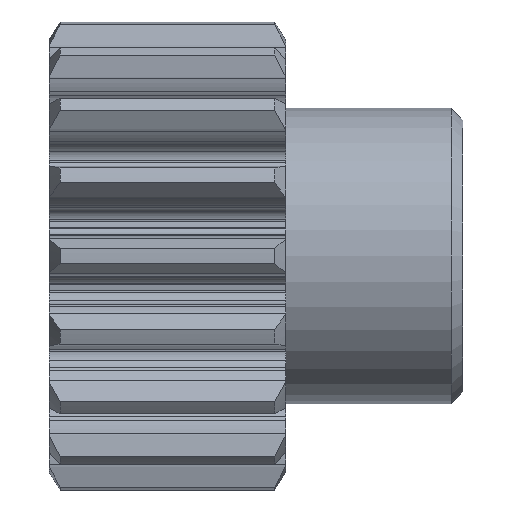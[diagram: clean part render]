
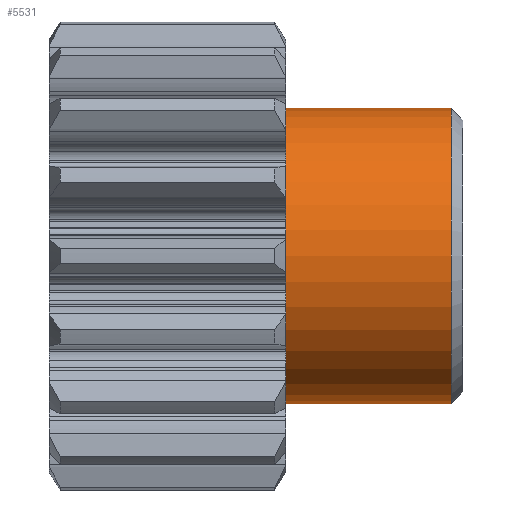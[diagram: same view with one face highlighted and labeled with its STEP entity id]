
A CAD part, front view. The second image highlights one B-rep face of the part: STEP entity #5531.
In plain terms, the highlighted cylindrical face has radius 12.5 mm (diameter 25 mm), a full revolution.
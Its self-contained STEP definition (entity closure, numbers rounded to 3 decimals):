
#34=VECTOR('',#7818,1.);
#304=LINE('',#10111,#34);
#574=CYLINDRICAL_SURFACE('',#6382,12.5);
#1323=VERTEX_POINT('',#9621);
#1557=VERTEX_POINT('',#10112);
#1558=VERTEX_POINT('',#10114);
#1869=CIRCLE('',#6142,12.5);
#2107=CIRCLE('',#6383,12.5);
#2500=EDGE_CURVE('',#1323,#1323,#1869,.T.);
#2753=EDGE_CURVE('',#1557,#1323,#304,.T.);
#2754=EDGE_CURVE('',#1558,#1557,#2107,.T.);
#2755=EDGE_CURVE('',#1557,#1558,#2107,.T.);
#3708=ORIENTED_EDGE('',*,*,#2753,.T.);
#3709=ORIENTED_EDGE('',*,*,#2500,.T.);
#3710=ORIENTED_EDGE('',*,*,#2753,.F.);
#3711=ORIENTED_EDGE('',*,*,#2754,.F.);
#3712=ORIENTED_EDGE('',*,*,#2755,.F.);
#4909=EDGE_LOOP('',(#3708,#3709,#3710,#3711,#3712));
#5221=FACE_BOUND('',#4909,.T.);
#5531=ADVANCED_FACE('',(#5221),#574,.T.);
#6142=AXIS2_PLACEMENT_3D('',#9620,#7336,#7337);
#6382=AXIS2_PLACEMENT_3D('',#10110,#7816,#7817);
#6383=AXIS2_PLACEMENT_3D('',#10113,#7819,#7820);
#7336=DIRECTION('',(1.,0.,0.));
#7337=DIRECTION('',(0.,0.,-12.5));
#7816=DIRECTION('',(1.,0.,0.));
#7817=DIRECTION('',(0.,0.,-12.5));
#7818=DIRECTION('',(-1.,0.,0.));
#7819=DIRECTION('',(1.,0.,0.));
#7820=DIRECTION('',(0.,0.,-12.5));
#9620=CARTESIAN_POINT('',(20.,0.,0.));
#9621=CARTESIAN_POINT('',(20.,0.,-12.5));
#10110=CARTESIAN_POINT('',(35.,0.,0.));
#10111=CARTESIAN_POINT('',(19.,0.,-12.5));
#10112=CARTESIAN_POINT('',(34.,0.,-12.5));
#10113=CARTESIAN_POINT('',(34.,0.,0.));
#10114=CARTESIAN_POINT('',(34.,0.,12.5));
